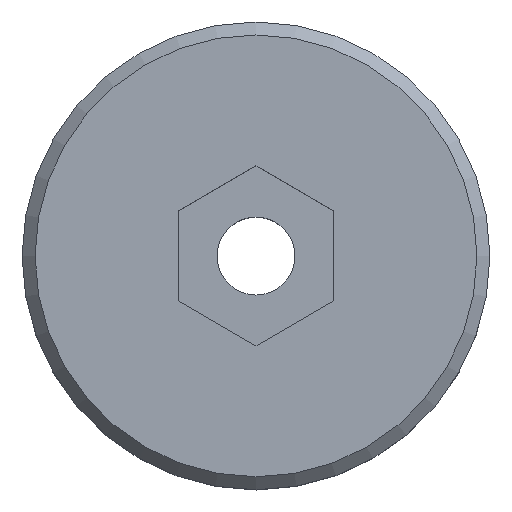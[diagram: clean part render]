
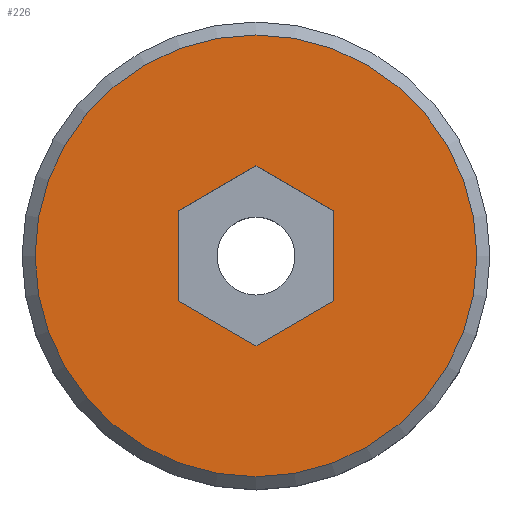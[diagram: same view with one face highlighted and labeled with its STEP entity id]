
A CAD part, top view. The second image highlights one B-rep face of the part: STEP entity #226.
In plain terms, the highlighted planar face has unit normal (0, 0, 1).
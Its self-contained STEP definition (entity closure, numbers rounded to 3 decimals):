
#16=FACE_BOUND('',#48,.T.);
#19=PLANE('',#257);
#33=FACE_OUTER_BOUND('',#47,.T.);
#47=EDGE_LOOP('',(#171));
#48=EDGE_LOOP('',(#172,#173,#174,#175,#176,#177));
#64=LINE('',#353,#86);
#65=LINE('',#355,#87);
#66=LINE('',#357,#88);
#67=LINE('',#359,#89);
#68=LINE('',#361,#90);
#69=LINE('',#362,#91);
#86=VECTOR('',#289,10.);
#87=VECTOR('',#290,10.);
#88=VECTOR('',#291,10.);
#89=VECTOR('',#292,10.);
#90=VECTOR('',#293,10.);
#91=VECTOR('',#294,10.);
#107=CIRCLE('',#254,8.5);
#115=VERTEX_POINT('',#343);
#117=VERTEX_POINT('',#351);
#118=VERTEX_POINT('',#352);
#119=VERTEX_POINT('',#354);
#120=VERTEX_POINT('',#356);
#121=VERTEX_POINT('',#358);
#122=VERTEX_POINT('',#360);
#135=EDGE_CURVE('',#115,#115,#107,.T.);
#138=EDGE_CURVE('',#117,#118,#64,.T.);
#139=EDGE_CURVE('',#118,#119,#65,.T.);
#140=EDGE_CURVE('',#119,#120,#66,.T.);
#141=EDGE_CURVE('',#120,#121,#67,.T.);
#142=EDGE_CURVE('',#121,#122,#68,.T.);
#143=EDGE_CURVE('',#122,#117,#69,.T.);
#171=ORIENTED_EDGE('',*,*,#135,.F.);
#172=ORIENTED_EDGE('',*,*,#138,.T.);
#173=ORIENTED_EDGE('',*,*,#139,.T.);
#174=ORIENTED_EDGE('',*,*,#140,.T.);
#175=ORIENTED_EDGE('',*,*,#141,.T.);
#176=ORIENTED_EDGE('',*,*,#142,.T.);
#177=ORIENTED_EDGE('',*,*,#143,.T.);
#226=ADVANCED_FACE('',(#33,#16),#19,.F.);
#254=AXIS2_PLACEMENT_3D('',#345,#280,#281);
#257=AXIS2_PLACEMENT_3D('',#350,#287,#288);
#280=DIRECTION('center_axis',(0.,0.,-1.));
#281=DIRECTION('ref_axis',(-1.,0.,0.));
#287=DIRECTION('center_axis',(0.,0.,-1.));
#288=DIRECTION('ref_axis',(-1.,0.,0.));
#289=DIRECTION('',(0.866,-0.5,0.));
#290=DIRECTION('',(0.,-1.,0.));
#291=DIRECTION('',(-0.866,-0.5,0.));
#292=DIRECTION('',(-0.866,0.5,0.));
#293=DIRECTION('',(0.,1.,0.));
#294=DIRECTION('',(0.866,0.5,0.));
#343=CARTESIAN_POINT('',(-20.218,29.645,71.323));
#345=CARTESIAN_POINT('Origin',(-28.718,29.645,71.323));
#350=CARTESIAN_POINT('Origin',(-28.718,29.645,71.323));
#351=CARTESIAN_POINT('',(-28.718,33.109,71.323));
#352=CARTESIAN_POINT('',(-25.718,31.377,71.323));
#353=CARTESIAN_POINT('',(-27.968,32.676,71.323));
#354=CARTESIAN_POINT('',(-25.718,27.913,71.323));
#355=CARTESIAN_POINT('',(-25.718,30.511,71.323));
#356=CARTESIAN_POINT('',(-28.718,26.181,71.323));
#357=CARTESIAN_POINT('',(-26.468,27.48,71.323));
#358=CARTESIAN_POINT('',(-31.718,27.913,71.323));
#359=CARTESIAN_POINT('',(-29.468,26.614,71.323));
#360=CARTESIAN_POINT('',(-31.718,31.377,71.323));
#361=CARTESIAN_POINT('',(-31.718,28.779,71.323));
#362=CARTESIAN_POINT('',(-30.968,31.81,71.323));
